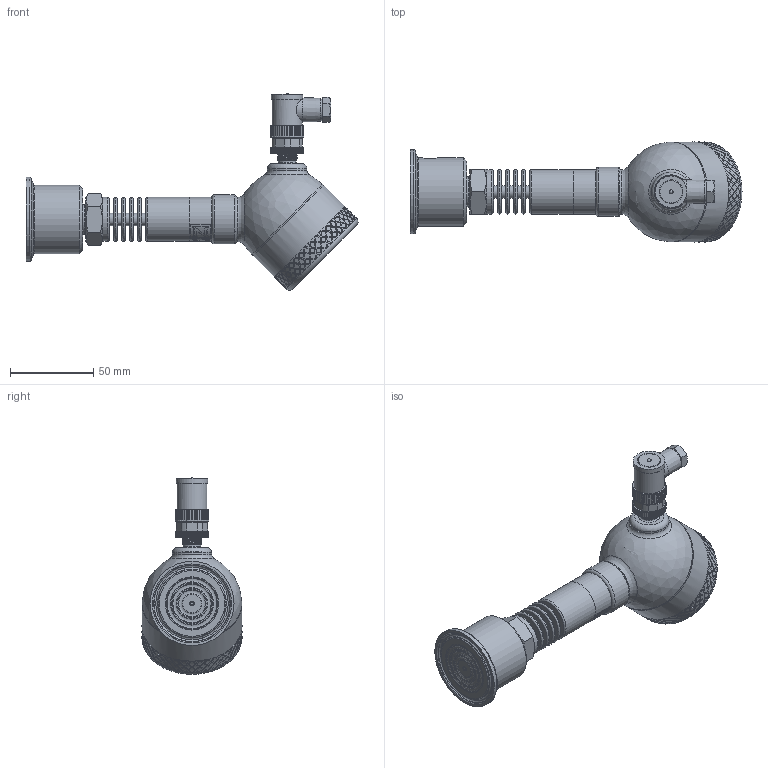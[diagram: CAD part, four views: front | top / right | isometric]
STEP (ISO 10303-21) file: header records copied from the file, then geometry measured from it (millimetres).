
FILE_DESCRIPTION(/* description */ (''),/* implementation_level */ '2;1');
FILE_NAME(/* name */ 'APZ3420sFH_ClampDN1_radiator_2_display.step',/* time_stamp */ '2021-07-08T16:16:57+03:00',/* author */ (''),/* organization */ (''),/* preprocessor_version */ 'ST-DEVELOPER v18.1',/* originating_system */ 'Autodesk Translation Framework v10.9.0.1377',/* authorisation */ '');
FILE_SCHEMA (('AUTOMOTIVE_DESIGN { 1 0 10303 214 3 1 1 }'));
Length unit declared in the file: millimetre
Products named in the file (9): АПЗ 3420s заполненный 
+ полевой корпус; G1\2EN radiator; Clamp DN1-1'2 diaphragm 32 v9 (1); Заполненный полевой 
корпус v13; Cover for display; Display; Main body; M12x1 adapter; M12x1 female angular v10
Assembly tree (7 placements, depth 3):
  АПЗ 3420s заполненный 
+ полевой корпус
    G1\2EN radiator
    Заполненный полевой 
корпус v13
      Cover for display
      Display
      Main body
      M12x1 adapter
      M12x1 female angular v10
  Clamp DN1-1'2 diaphragm 32 v9 (1)
Bounding box: 199.48 x 60.1 x 118.16 mm (x, y, z)
Volume: 285876.5 mm3; surface area: 68978.8 mm2
Topology: 17 solids, 17 shells, 1904 faces, 4801 edges, 3160 vertices
Faces by surface type: bspline 972, cylinder 541, plane 304, torus 52, cone 32, sphere 3
Full cylindrical faces by diameter (mm): 1 x4, 2 x1, 3 x1, 3.3 x1, 5 x5, 6 x3, 7 x1, 7.5 x5, 8 x1, 9.3 x1, 9.471 x2, 10.5 x2, 10.741 x7, 11.035 x4, 11.156 x1, 11.884 x6, 12.152 x4, 13 x1, 16.7 x1, 17.5 x1, 18 x2, 18.631 x6, 19 x1, 19.7 x1, 20.955 x7, 21.6 x1, 21.767 x1, 22 x1, 22.4 x1, 22.5 x1
Entity records: 83809 total; most frequent: CARTESIAN_POINT 45116, ORIENTED_EDGE 9600, DIRECTION 4913, EDGE_CURVE 4800, VERTEX_POINT 3160, B_SPLINE_CURVE_WITH_KNOTS 2728, EDGE_LOOP 2170, AXIS2_PLACEMENT_3D 1922
